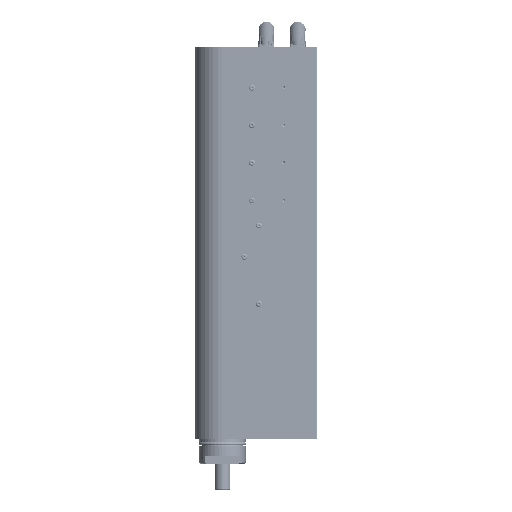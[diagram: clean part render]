
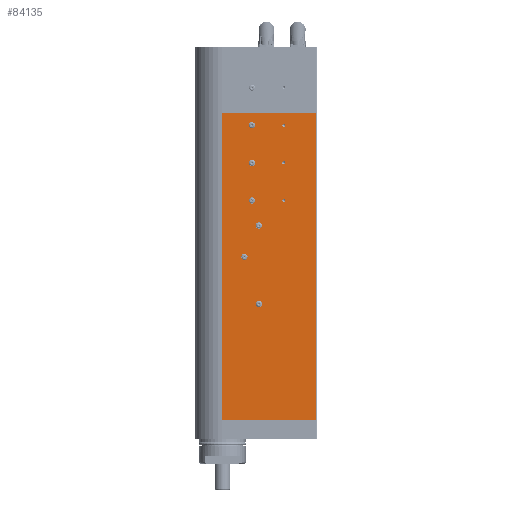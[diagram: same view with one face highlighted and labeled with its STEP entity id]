
A CAD part, left-side view. The second image highlights one B-rep face of the part: STEP entity #84135.
In plain terms, the highlighted planar face has unit normal (-1, 0, 0).
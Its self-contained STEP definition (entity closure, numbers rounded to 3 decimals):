
#457 = VERTEX_POINT ( 'NONE', #84762 ) ;
#4833 = EDGE_CURVE ( 'NONE', #151469, #151469, #107707, .T. ) ;
#10567 = EDGE_LOOP ( 'NONE', ( #51734 ) ) ;
#11135 = DIRECTION ( 'NONE',  ( 0., 0., 1. ) ) ;
#12002 = CIRCLE ( 'NONE', #98435, 5. ) ;
#13872 = DIRECTION ( 'NONE',  ( -1., 0., 0. ) ) ;
#16781 = ORIENTED_EDGE ( 'NONE', *, *, #28255, .F. ) ;
#16797 = EDGE_CURVE ( 'NONE', #77216, #77216, #12002, .T. ) ;
#17017 = ORIENTED_EDGE ( 'NONE', *, *, #68274, .F. ) ;
#18895 = VERTEX_POINT ( 'NONE', #80876 ) ;
#19014 = FACE_BOUND ( 'NONE', #104125, .T. ) ;
#21155 = LINE ( 'NONE', #139425, #64534 ) ;
#21315 = FACE_BOUND ( 'NONE', #66412, .T. ) ;
#22008 = DIRECTION ( 'NONE',  ( -1., 0., 0. ) ) ;
#22938 = AXIS2_PLACEMENT_3D ( 'NONE', #65495, #79454, #102624 ) ;
#23478 = EDGE_CURVE ( 'NONE', #61237, #18895, #77607, .T. ) ;
#24613 = CIRCLE ( 'NONE', #88805, 5. ) ;
#25579 = DIRECTION ( 'NONE',  ( 0., 0., 1. ) ) ;
#26379 = VERTEX_POINT ( 'NONE', #64236 ) ;
#28255 = EDGE_CURVE ( 'NONE', #78739, #78739, #24613, .T. ) ;
#31365 = DIRECTION ( 'NONE',  ( 1., 0., 0. ) ) ;
#33457 = DIRECTION ( 'NONE',  ( 0., 0., -1. ) ) ;
#34002 = EDGE_CURVE ( 'NONE', #457, #457, #119321, .T. ) ;
#36864 = ORIENTED_EDGE ( 'NONE', *, *, #34002, .F. ) ;
#37028 = DIRECTION ( 'NONE',  ( 0., 0., 1. ) ) ;
#38335 = DIRECTION ( 'NONE',  ( 0., 0., 1. ) ) ;
#39896 = CIRCLE ( 'NONE', #59670, 2.5 ) ;
#41406 = FACE_BOUND ( 'NONE', #117481, .T. ) ;
#43445 = AXIS2_PLACEMENT_3D ( 'NONE', #119491, #133330, #62968 ) ;
#45555 = VERTEX_POINT ( 'NONE', #116778 ) ;
#45658 = ORIENTED_EDGE ( 'NONE', *, *, #4833, .F. ) ;
#50151 = CARTESIAN_POINT ( 'NONE',  ( -44., -58.022, 184.9 ) ) ;
#51086 = DIRECTION ( 'NONE',  ( 0., -1., 0. ) ) ;
#51734 = ORIENTED_EDGE ( 'NONE', *, *, #133522, .F. ) ;
#53423 = CARTESIAN_POINT ( 'NONE',  ( -44., -151., 0.1 ) ) ;
#53727 = DIRECTION ( 'NONE',  ( -1., 0., 0. ) ) ;
#55172 = CARTESIAN_POINT ( 'NONE',  ( -44., -98.038, 469.9 ) ) ;
#56072 = CIRCLE ( 'NONE', #63453, 2.5 ) ;
#56079 = DIRECTION ( 'NONE',  ( 0., 0., -1. ) ) ;
#57123 = ORIENTED_EDGE ( 'NONE', *, *, #108355, .F. ) ;
#57339 = CARTESIAN_POINT ( 'NONE',  ( -44., -35.017, 264.9 ) ) ;
#59670 = AXIS2_PLACEMENT_3D ( 'NONE', #55172, #114023, #147969 ) ;
#61237 = VERTEX_POINT ( 'NONE', #81851 ) ;
#62968 = DIRECTION ( 'NONE',  ( 0., 0., 1. ) ) ;
#63453 = AXIS2_PLACEMENT_3D ( 'NONE', #120203, #71535, #131033 ) ;
#63889 = AXIS2_PLACEMENT_3D ( 'NONE', #103253, #22008, #11135 ) ;
#64236 = CARTESIAN_POINT ( 'NONE',  ( -44., -149., 0.1 ) ) ;
#64534 = VECTOR ( 'NONE', #33457, 1000. ) ;
#65050 = LINE ( 'NONE', #53423, #81996 ) ;
#65495 = CARTESIAN_POINT ( 'NONE',  ( -44., -47.019, 349.9 ) ) ;
#65599 = CIRCLE ( 'NONE', #97680, 5. ) ;
#66202 = PLANE ( 'NONE',  #128917 ) ;
#66412 = EDGE_LOOP ( 'NONE', ( #36864 ) ) ;
#66892 = DIRECTION ( 'NONE',  ( 0., 0., 1. ) ) ;
#66963 = CARTESIAN_POINT ( 'NONE',  ( -44., -35.017, 259.9 ) ) ;
#68274 = EDGE_CURVE ( 'NONE', #125319, #125319, #56072, .T. ) ;
#68911 = CIRCLE ( 'NONE', #63889, 5. ) ;
#70463 = VERTEX_POINT ( 'NONE', #57339 ) ;
#70606 = VECTOR ( 'NONE', #149403, 1000. ) ;
#71514 = ORIENTED_EDGE ( 'NONE', *, *, #16797, .F. ) ;
#71535 = DIRECTION ( 'NONE',  ( -1., 0., 0. ) ) ;
#74582 = ORIENTED_EDGE ( 'NONE', *, *, #102172, .T. ) ;
#75847 = CARTESIAN_POINT ( 'NONE',  ( -44., -98.038, 412.4 ) ) ;
#76024 = CARTESIAN_POINT ( 'NONE',  ( -44., -98.038, 352.4 ) ) ;
#77216 = VERTEX_POINT ( 'NONE', #133600 ) ;
#77567 = VERTEX_POINT ( 'NONE', #76024 ) ;
#77607 = LINE ( 'NONE', #102327, #70606 ) ;
#77833 = CARTESIAN_POINT ( 'NONE',  ( -44., -151., 560. ) ) ;
#78739 = VERTEX_POINT ( 'NONE', #92592 ) ;
#78887 = EDGE_LOOP ( 'NONE', ( #17017 ) ) ;
#79454 = DIRECTION ( 'NONE',  ( -1., 0., 0. ) ) ;
#79988 = EDGE_LOOP ( 'NONE', ( #71514 ) ) ;
#80124 = FACE_BOUND ( 'NONE', #131615, .T. ) ;
#80438 = VECTOR ( 'NONE', #25579, 1000. ) ;
#80876 = CARTESIAN_POINT ( 'NONE',  ( -44., 0., 490. ) ) ;
#81851 = CARTESIAN_POINT ( 'NONE',  ( -44., -149., 490. ) ) ;
#81996 = VECTOR ( 'NONE', #51086, 1000. ) ;
#82684 = CARTESIAN_POINT ( 'NONE',  ( -44., -47.019, 414.9 ) ) ;
#83041 = EDGE_CURVE ( 'NONE', #45555, #45555, #39896, .T. ) ;
#84135 = ADVANCED_FACE ( 'NONE', ( #41406, #91732, #135794, #80124, #114920, #19014, #21315, #102554, #149634, #136558 ), #66202, .F. ) ;
#84762 = CARTESIAN_POINT ( 'NONE',  ( -44., -47.019, 354.9 ) ) ;
#88805 = AXIS2_PLACEMENT_3D ( 'NONE', #90116, #53727, #66892 ) ;
#90116 = CARTESIAN_POINT ( 'NONE',  ( -44., -58.022, 309.9 ) ) ;
#90182 = DIRECTION ( 'NONE',  ( 0., 0., 1. ) ) ;
#91732 = FACE_BOUND ( 'NONE', #78887, .T. ) ;
#92592 = CARTESIAN_POINT ( 'NONE',  ( -44., -58.022, 314.9 ) ) ;
#93516 = CARTESIAN_POINT ( 'NONE',  ( -44., -47.019, 474.9 ) ) ;
#96766 = CARTESIAN_POINT ( 'NONE',  ( -44., -149., 560. ) ) ;
#97680 = AXIS2_PLACEMENT_3D ( 'NONE', #66963, #113381, #90182 ) ;
#98435 = AXIS2_PLACEMENT_3D ( 'NONE', #50151, #13872, #37028 ) ;
#99545 = CARTESIAN_POINT ( 'NONE',  ( -44., -98.038, 349.9 ) ) ;
#100115 = EDGE_CURVE ( 'NONE', #77567, #77567, #105830, .T. ) ;
#101325 = EDGE_CURVE ( 'NONE', #140432, #26379, #65050, .T. ) ;
#102172 = EDGE_CURVE ( 'NONE', #18895, #140432, #21155, .T. ) ;
#102327 = CARTESIAN_POINT ( 'NONE',  ( -44., -151., 490. ) ) ;
#102554 = FACE_BOUND ( 'NONE', #10567, .T. ) ;
#102624 = DIRECTION ( 'NONE',  ( 0., 0., 1. ) ) ;
#103253 = CARTESIAN_POINT ( 'NONE',  ( -44., -47.019, 409.9 ) ) ;
#104125 = EDGE_LOOP ( 'NONE', ( #16781 ) ) ;
#105830 = CIRCLE ( 'NONE', #125623, 2.5 ) ;
#107707 = CIRCLE ( 'NONE', #43445, 5. ) ;
#108090 = ORIENTED_EDGE ( 'NONE', *, *, #101325, .T. ) ;
#108355 = EDGE_CURVE ( 'NONE', #70463, #70463, #65599, .T. ) ;
#109065 = EDGE_LOOP ( 'NONE', ( #45658 ) ) ;
#110638 = LINE ( 'NONE', #96766, #80438 ) ;
#111128 = DIRECTION ( 'NONE',  ( -1., 0., 0. ) ) ;
#112671 = EDGE_LOOP ( 'NONE', ( #152829 ) ) ;
#113381 = DIRECTION ( 'NONE',  ( -1., 0., 0. ) ) ;
#114023 = DIRECTION ( 'NONE',  ( -1., 0., 0. ) ) ;
#114920 = FACE_BOUND ( 'NONE', #79988, .T. ) ;
#116778 = CARTESIAN_POINT ( 'NONE',  ( -44., -98.038, 472.4 ) ) ;
#117481 = EDGE_LOOP ( 'NONE', ( #136251 ) ) ;
#117697 = EDGE_CURVE ( 'NONE', #26379, #61237, #110638, .T. ) ;
#119321 = CIRCLE ( 'NONE', #22938, 5. ) ;
#119491 = CARTESIAN_POINT ( 'NONE',  ( -44., -47.019, 469.9 ) ) ;
#120203 = CARTESIAN_POINT ( 'NONE',  ( -44., -98.038, 409.9 ) ) ;
#121587 = EDGE_LOOP ( 'NONE', ( #137179, #127093, #74582, #108090 ) ) ;
#125319 = VERTEX_POINT ( 'NONE', #75847 ) ;
#125623 = AXIS2_PLACEMENT_3D ( 'NONE', #99545, #111128, #38335 ) ;
#126843 = CARTESIAN_POINT ( 'NONE',  ( -44., 0., 0.1 ) ) ;
#127093 = ORIENTED_EDGE ( 'NONE', *, *, #23478, .T. ) ;
#128917 = AXIS2_PLACEMENT_3D ( 'NONE', #77833, #31365, #56079 ) ;
#131033 = DIRECTION ( 'NONE',  ( 0., 0., 1. ) ) ;
#131615 = EDGE_LOOP ( 'NONE', ( #57123 ) ) ;
#133330 = DIRECTION ( 'NONE',  ( -1., 0., 0. ) ) ;
#133522 = EDGE_CURVE ( 'NONE', #139897, #139897, #68911, .T. ) ;
#133600 = CARTESIAN_POINT ( 'NONE',  ( -44., -58.022, 189.9 ) ) ;
#135794 = FACE_BOUND ( 'NONE', #112671, .T. ) ;
#136251 = ORIENTED_EDGE ( 'NONE', *, *, #100115, .F. ) ;
#136558 = FACE_OUTER_BOUND ( 'NONE', #121587, .T. ) ;
#137179 = ORIENTED_EDGE ( 'NONE', *, *, #117697, .T. ) ;
#139425 = CARTESIAN_POINT ( 'NONE',  ( -44., 0., 560. ) ) ;
#139897 = VERTEX_POINT ( 'NONE', #82684 ) ;
#140432 = VERTEX_POINT ( 'NONE', #126843 ) ;
#147969 = DIRECTION ( 'NONE',  ( 0., 0., 1. ) ) ;
#149403 = DIRECTION ( 'NONE',  ( 0., 1., 0. ) ) ;
#149634 = FACE_BOUND ( 'NONE', #109065, .T. ) ;
#151469 = VERTEX_POINT ( 'NONE', #93516 ) ;
#152829 = ORIENTED_EDGE ( 'NONE', *, *, #83041, .F. ) ;
